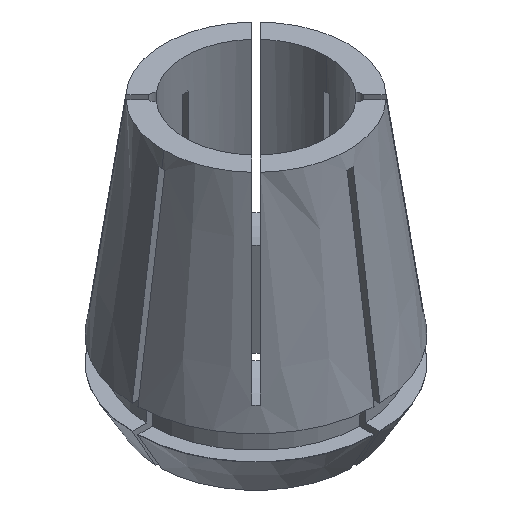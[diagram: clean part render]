
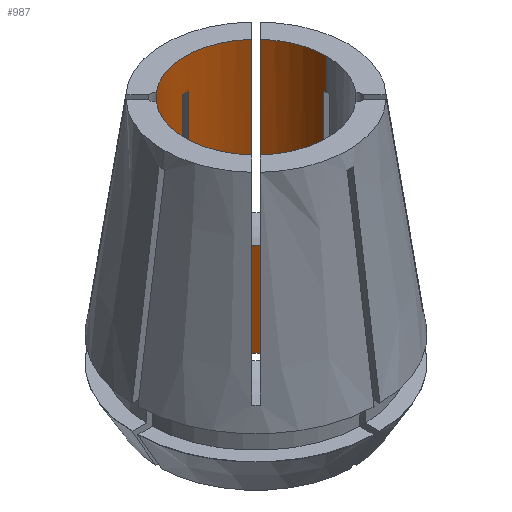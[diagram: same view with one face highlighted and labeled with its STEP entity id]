
A CAD part, isometric view. The second image highlights one B-rep face of the part: STEP entity #987.
In plain terms, the highlighted cylindrical face has radius 12 mm (diameter 24 mm), a partial arc.
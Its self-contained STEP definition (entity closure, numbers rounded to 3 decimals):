
#23 = CARTESIAN_POINT ( 'NONE',  ( 8.602, 8.368, -30.209 ) ) ;
#24 = CARTESIAN_POINT ( 'NONE',  ( 0.5, 11.99, -46. ) ) ;
#51 = EDGE_CURVE ( 'NONE', #722, #135, #426, .T. ) ;
#61 = CARTESIAN_POINT ( 'NONE',  ( 0., 0., -46. ) ) ;
#113 = VECTOR ( 'NONE', #2027, 1000. ) ;
#135 = VERTEX_POINT ( 'NONE', #1015 ) ;
#170 = VECTOR ( 'NONE', #292, 1000. ) ;
#171 = DIRECTION ( 'NONE',  ( 0., 0., 1. ) ) ;
#198 = EDGE_CURVE ( 'NONE', #2030, #1590, #1906, .T. ) ;
#244 = DIRECTION ( 'NONE',  ( 0., 0., 1. ) ) ;
#259 = CARTESIAN_POINT ( 'NONE',  ( 8.124, 8.831, 0. ) ) ;
#279 = LINE ( 'NONE', #1562, #859 ) ;
#280 = CARTESIAN_POINT ( 'NONE',  ( 0., 0., -46. ) ) ;
#292 = DIRECTION ( 'NONE',  ( 0., 0., -1. ) ) ;
#297 = CARTESIAN_POINT ( 'NONE',  ( 0.167, 12.003, -5.388 ) ) ;
#320 = EDGE_CURVE ( 'NONE', #1345, #585, #479, .T. ) ;
#324 = CIRCLE ( 'NONE', #2094, 12. ) ;
#342 = ORIENTED_EDGE ( 'NONE', *, *, #1135, .T. ) ;
#362 = CARTESIAN_POINT ( 'NONE',  ( 8.366, 8.604, -30.209 ) ) ;
#384 = DIRECTION ( 'NONE',  ( 0., 0., 1. ) ) ;
#392 = CARTESIAN_POINT ( 'NONE',  ( 12., 0., 0. ) ) ;
#413 = CARTESIAN_POINT ( 'NONE',  ( 12., 0., -5.391 ) ) ;
#426 = LINE ( 'NONE', #1267, #456 ) ;
#439 = CIRCLE ( 'NONE', #831, 12. ) ;
#454 = CARTESIAN_POINT ( 'NONE',  ( -0.5, 11.99, -5.4 ) ) ;
#456 = VECTOR ( 'NONE', #1613, 1000. ) ;
#462 = VERTEX_POINT ( 'NONE', #489 ) ;
#464 = DIRECTION ( 'NONE',  ( 0., 0., 1. ) ) ;
#479 = LINE ( 'NONE', #1337, #113 ) ;
#481 = CARTESIAN_POINT ( 'NONE',  ( 12., 0.084, -5.391 ) ) ;
#482 = EDGE_CURVE ( 'NONE', #585, #1384, #862, .T. ) ;
#489 = CARTESIAN_POINT ( 'NONE',  ( 8.831, 8.124, 0. ) ) ;
#516 = CARTESIAN_POINT ( 'NONE',  ( 8.124, 8.831, -30.206 ) ) ;
#545 = EDGE_CURVE ( 'NONE', #890, #1087, #1597, .T. ) ;
#548 = CARTESIAN_POINT ( 'NONE',  ( -7.749, 9.162, 0. ) ) ;
#585 = VERTEX_POINT ( 'NONE', #608 ) ;
#586 = VERTEX_POINT ( 'NONE', #1047 ) ;
#608 = CARTESIAN_POINT ( 'NONE',  ( 11.99, 0.5, -46. ) ) ;
#618 = CARTESIAN_POINT ( 'NONE',  ( 12., 0., 0. ) ) ;
#642 = CARTESIAN_POINT ( 'NONE',  ( -0.167, 12.003, -5.388 ) ) ;
#648 = VERTEX_POINT ( 'NONE', #817 ) ;
#679 = DIRECTION ( 'NONE',  ( 0., 0., -1. ) ) ;
#683 = VERTEX_POINT ( 'NONE', #2152 ) ;
#687 = CARTESIAN_POINT ( 'NONE',  ( 8.246, 8.719, -30.208 ) ) ;
#703 = VECTOR ( 'NONE', #679, 1000. ) ;
#722 = VERTEX_POINT ( 'NONE', #548 ) ;
#726 = CARTESIAN_POINT ( 'NONE',  ( 0., 0., 0. ) ) ;
#757 = EDGE_CURVE ( 'NONE', #648, #135, #324, .T. ) ;
#817 = CARTESIAN_POINT ( 'NONE',  ( -0.5, 11.99, -46. ) ) ;
#831 = AXIS2_PLACEMENT_3D ( 'NONE', #726, #244, #1981 ) ;
#838 = ORIENTED_EDGE ( 'NONE', *, *, #757, .F. ) ;
#859 = VECTOR ( 'NONE', #1616, 1000. ) ;
#862 = CIRCLE ( 'NONE', #1035, 12. ) ;
#877 = EDGE_CURVE ( 'NONE', #586, #890, #1992, .T. ) ;
#887 = VERTEX_POINT ( 'NONE', #618 ) ;
#890 = VERTEX_POINT ( 'NONE', #1681 ) ;
#917 = EDGE_LOOP ( 'NONE', ( #1380, #1283, #1700, #1821, #1403, #1875, #1676, #1057, #838, #342, #1625, #2209, #1521, #1340 ) ) ;
#944 = EDGE_CURVE ( 'NONE', #1384, #2030, #279, .T. ) ;
#987 = ADVANCED_FACE ( 'NONE', ( #2173 ), #1354, .F. ) ;
#989 = VECTOR ( 'NONE', #171, 1000. ) ;
#1005 = CARTESIAN_POINT ( 'NONE',  ( 11.99, 0.5, -5.4 ) ) ;
#1015 = CARTESIAN_POINT ( 'NONE',  ( -7.749, 9.162, -46. ) ) ;
#1035 = AXIS2_PLACEMENT_3D ( 'NONE', #280, #464, #2043 ) ;
#1036 = VECTOR ( 'NONE', #384, 1000. ) ;
#1047 = CARTESIAN_POINT ( 'NONE',  ( 8.124, 8.831, 0. ) ) ;
#1057 = ORIENTED_EDGE ( 'NONE', *, *, #51, .T. ) ;
#1083 = EDGE_CURVE ( 'NONE', #462, #1087, #1713, .T. ) ;
#1087 = VERTEX_POINT ( 'NONE', #1896 ) ;
#1135 = EDGE_CURVE ( 'NONE', #648, #1590, #1685, .T. ) ;
#1259 = CARTESIAN_POINT ( 'NONE',  ( 0.5, 11.99, -5.4 ) ) ;
#1267 = CARTESIAN_POINT ( 'NONE',  ( -7.749, 9.162, -23. ) ) ;
#1274 = CARTESIAN_POINT ( 'NONE',  ( 11.99, 0.5, -5.4 ) ) ;
#1283 = ORIENTED_EDGE ( 'NONE', *, *, #1919, .T. ) ;
#1293 = AXIS2_PLACEMENT_3D ( 'NONE', #1426, #2125, #2084 ) ;
#1301 = B_SPLINE_CURVE_WITH_KNOTS ( 'NONE', 3,
 ( #413, #481, #1586, #1724, #1274 ),
 .UNSPECIFIED., .F., .F.,
 ( 4, 1, 4 ),
 ( 0.077, 0.077, 0.078 ),
 .UNSPECIFIED. ) ;
#1336 = CARTESIAN_POINT ( 'NONE',  ( -0.5, 11.99, -5.4 ) ) ;
#1337 = CARTESIAN_POINT ( 'NONE',  ( 11.99, 0.5, 0. ) ) ;
#1340 = ORIENTED_EDGE ( 'NONE', *, *, #320, .F. ) ;
#1345 = VERTEX_POINT ( 'NONE', #1005 ) ;
#1354 = CYLINDRICAL_SURFACE ( 'NONE', #2123, 12. ) ;
#1380 = ORIENTED_EDGE ( 'NONE', *, *, #1549, .F. ) ;
#1384 = VERTEX_POINT ( 'NONE', #24 ) ;
#1403 = ORIENTED_EDGE ( 'NONE', *, *, #545, .F. ) ;
#1412 = DIRECTION ( 'NONE',  ( 1., 0., 0. ) ) ;
#1426 = CARTESIAN_POINT ( 'NONE',  ( 0., 0., 0. ) ) ;
#1429 = CARTESIAN_POINT ( 'NONE',  ( 0., 0., 0. ) ) ;
#1477 = DIRECTION ( 'NONE',  ( 1., 0., 0. ) ) ;
#1521 = ORIENTED_EDGE ( 'NONE', *, *, #482, .F. ) ;
#1549 = EDGE_CURVE ( 'NONE', #683, #1345, #1301, .T. ) ;
#1562 = CARTESIAN_POINT ( 'NONE',  ( 0.5, 11.99, 0. ) ) ;
#1569 = DIRECTION ( 'NONE',  ( 0., 0., 1. ) ) ;
#1586 = CARTESIAN_POINT ( 'NONE',  ( 11.998, 0.251, -5.393 ) ) ;
#1590 = VERTEX_POINT ( 'NONE', #1336 ) ;
#1597 = B_SPLINE_CURVE_WITH_KNOTS ( 'NONE', 3,
 ( #516, #687, #362, #23, #1828, #1772 ),
 .UNSPECIFIED., .F., .F.,
 ( 4, 2, 4 ),
 ( 0.117, 0.117, 0.118 ),
 .UNSPECIFIED. ) ;
#1605 = CARTESIAN_POINT ( 'NONE',  ( -0.5, 11.99, 0. ) ) ;
#1613 = DIRECTION ( 'NONE',  ( 0., 0., -1. ) ) ;
#1616 = DIRECTION ( 'NONE',  ( 0., 0., 1. ) ) ;
#1625 = ORIENTED_EDGE ( 'NONE', *, *, #198, .F. ) ;
#1676 = ORIENTED_EDGE ( 'NONE', *, *, #2028, .T. ) ;
#1681 = CARTESIAN_POINT ( 'NONE',  ( 8.124, 8.831, -30.206 ) ) ;
#1685 = LINE ( 'NONE', #1605, #989 ) ;
#1700 = ORIENTED_EDGE ( 'NONE', *, *, #1869, .T. ) ;
#1713 = LINE ( 'NONE', #1909, #170 ) ;
#1724 = CARTESIAN_POINT ( 'NONE',  ( 11.993, 0.417, -5.397 ) ) ;
#1746 = DIRECTION ( 'NONE',  ( 0., 0., 1. ) ) ;
#1772 = CARTESIAN_POINT ( 'NONE',  ( 8.831, 8.124, -30.206 ) ) ;
#1821 = ORIENTED_EDGE ( 'NONE', *, *, #1083, .T. ) ;
#1828 = CARTESIAN_POINT ( 'NONE',  ( 8.718, 8.248, -30.208 ) ) ;
#1869 = EDGE_CURVE ( 'NONE', #887, #462, #2092, .T. ) ;
#1875 = ORIENTED_EDGE ( 'NONE', *, *, #877, .F. ) ;
#1878 = LINE ( 'NONE', #392, #1036 ) ;
#1896 = CARTESIAN_POINT ( 'NONE',  ( 8.831, 8.124, -30.206 ) ) ;
#1906 = B_SPLINE_CURVE_WITH_KNOTS ( 'NONE', 3,
 ( #1259, #297, #642, #454 ),
 .UNSPECIFIED., .F., .F.,
 ( 4, 4 ),
 ( 0., 0.001 ),
 .UNSPECIFIED. ) ;
#1909 = CARTESIAN_POINT ( 'NONE',  ( 8.831, 8.124, 0. ) ) ;
#1919 = EDGE_CURVE ( 'NONE', #683, #887, #1878, .T. ) ;
#1981 = DIRECTION ( 'NONE',  ( 1., 0., 0. ) ) ;
#1992 = LINE ( 'NONE', #259, #703 ) ;
#2012 = CARTESIAN_POINT ( 'NONE',  ( 0.5, 11.99, -5.4 ) ) ;
#2027 = DIRECTION ( 'NONE',  ( 0., 0., -1. ) ) ;
#2028 = EDGE_CURVE ( 'NONE', #586, #722, #439, .T. ) ;
#2030 = VERTEX_POINT ( 'NONE', #2012 ) ;
#2043 = DIRECTION ( 'NONE',  ( 1., 0., 0. ) ) ;
#2084 = DIRECTION ( 'NONE',  ( 1., 0., 0. ) ) ;
#2092 = CIRCLE ( 'NONE', #1293, 12. ) ;
#2094 = AXIS2_PLACEMENT_3D ( 'NONE', #61, #1746, #1412 ) ;
#2123 = AXIS2_PLACEMENT_3D ( 'NONE', #1429, #1569, #1477 ) ;
#2125 = DIRECTION ( 'NONE',  ( 0., 0., 1. ) ) ;
#2152 = CARTESIAN_POINT ( 'NONE',  ( 12., 0., -5.391 ) ) ;
#2173 = FACE_OUTER_BOUND ( 'NONE', #917, .T. ) ;
#2209 = ORIENTED_EDGE ( 'NONE', *, *, #944, .F. ) ;
